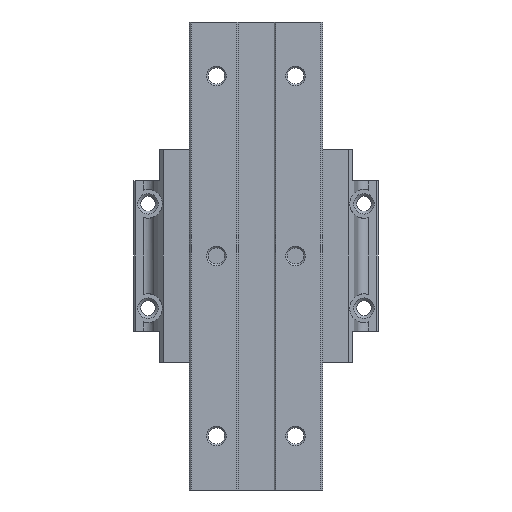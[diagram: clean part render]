
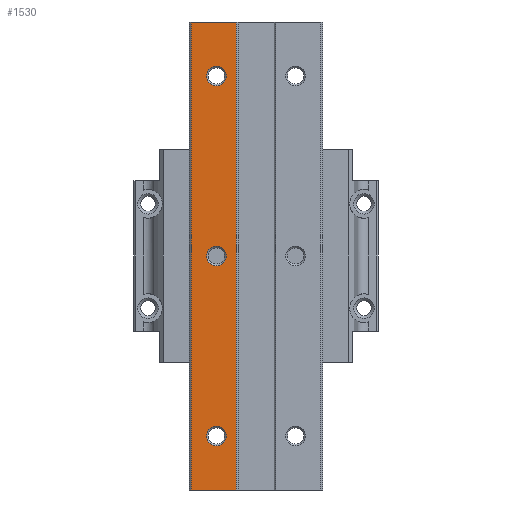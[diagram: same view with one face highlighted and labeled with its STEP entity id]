
A CAD part, front view. The second image highlights one B-rep face of the part: STEP entity #1530.
In plain terms, the highlighted planar face has unit normal (0, -1, 0).
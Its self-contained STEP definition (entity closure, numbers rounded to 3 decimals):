
#467=CARTESIAN_POINT('',(-8.25,-0.5,-115.0));
#468=VERTEX_POINT('',#467);
#469=CARTESIAN_POINT('',(-11.,-0.5,-115.0));
#470=DIRECTION('',(0.0,1.0,0.0));
#471=DIRECTION('',(1.0,0.0,0.0));
#472=AXIS2_PLACEMENT_3D('',#469,#470,#471);
#473=CIRCLE('',#472,2.75);
#474=EDGE_CURVE('',#468,#468,#473,.T.);
#595=CARTESIAN_POINT('',(-8.25,-0.5,-65.0));
#596=VERTEX_POINT('',#595);
#597=CARTESIAN_POINT('',(-11.,-0.5,-65.0));
#598=DIRECTION('',(0.0,1.0,0.0));
#599=DIRECTION('',(1.0,0.0,0.0));
#600=AXIS2_PLACEMENT_3D('',#597,#598,#599);
#601=CIRCLE('',#600,2.75);
#602=EDGE_CURVE('',#596,#596,#601,.T.);
#851=CARTESIAN_POINT('',(-8.25,-0.5,-15.0));
#852=VERTEX_POINT('',#851);
#853=CARTESIAN_POINT('',(-11.,-0.5,-15.0));
#854=DIRECTION('',(0.0,1.0,0.0));
#855=DIRECTION('',(1.0,0.0,0.0));
#856=AXIS2_PLACEMENT_3D('',#853,#854,#855);
#857=CIRCLE('',#856,2.75);
#858=EDGE_CURVE('',#852,#852,#857,.T.);
#951=CARTESIAN_POINT('',(-5.5,-0.5,-130.0));
#952=VERTEX_POINT('',#951);
#960=CARTESIAN_POINT('',(-5.5,-0.5,0.0));
#961=VERTEX_POINT('',#960);
#968=CARTESIAN_POINT('',(-5.5,-0.5,0.0));
#969=DIRECTION('',(0.0,0.0,-1.0));
#970=VECTOR('',#969,130.0);
#971=LINE('',#968,#970);
#972=EDGE_CURVE('',#961,#952,#971,.T.);
#1474=CARTESIAN_POINT('',(-18.0,-0.5,-130.0));
#1475=VERTEX_POINT('',#1474);
#1482=CARTESIAN_POINT('',(-18.0,-0.5,0.0));
#1483=VERTEX_POINT('',#1482);
#1484=CARTESIAN_POINT('',(-18.0,-0.5,0.0));
#1485=DIRECTION('',(0.0,0.0,-1.0));
#1486=VECTOR('',#1485,130.0);
#1487=LINE('',#1484,#1486);
#1488=EDGE_CURVE('',#1483,#1475,#1487,.T.);
#1500=CARTESIAN_POINT('',(-13.75,-0.5,0.0));
#1501=DIRECTION('',(0.0,-1.0,0.0));
#1502=DIRECTION('',(0.0,0.0,-1.0));
#1503=AXIS2_PLACEMENT_3D('',#1500,#1501,#1502);
#1504=PLANE('',#1503);
#1505=CARTESIAN_POINT('',(-18.0,-0.5,-130.0));
#1506=DIRECTION('',(1.0,0.0,0.0));
#1507=VECTOR('',#1506,12.5);
#1508=LINE('',#1505,#1507);
#1509=EDGE_CURVE('',#1475,#952,#1508,.T.);
#1510=ORIENTED_EDGE('',*,*,#1509,.T.);
#1511=ORIENTED_EDGE('',*,*,#972,.F.);
#1512=CARTESIAN_POINT('',(-18.0,-0.5,0.0));
#1513=DIRECTION('',(1.0,0.0,0.0));
#1514=VECTOR('',#1513,12.5);
#1515=LINE('',#1512,#1514);
#1516=EDGE_CURVE('',#1483,#961,#1515,.T.);
#1517=ORIENTED_EDGE('',*,*,#1516,.F.);
#1518=ORIENTED_EDGE('',*,*,#1488,.T.);
#1519=EDGE_LOOP('',(#1510,#1511,#1517,#1518));
#1520=FACE_OUTER_BOUND('',#1519,.T.);
#1521=ORIENTED_EDGE('',*,*,#474,.T.);
#1522=EDGE_LOOP('',(#1521));
#1523=FACE_BOUND('',#1522,.T.);
#1524=ORIENTED_EDGE('',*,*,#602,.T.);
#1525=EDGE_LOOP('',(#1524));
#1526=FACE_BOUND('',#1525,.T.);
#1527=ORIENTED_EDGE('',*,*,#858,.T.);
#1528=EDGE_LOOP('',(#1527));
#1529=FACE_BOUND('',#1528,.T.);
#1530=ADVANCED_FACE('',(#1520,#1523,#1526,#1529),#1504,.T.);
